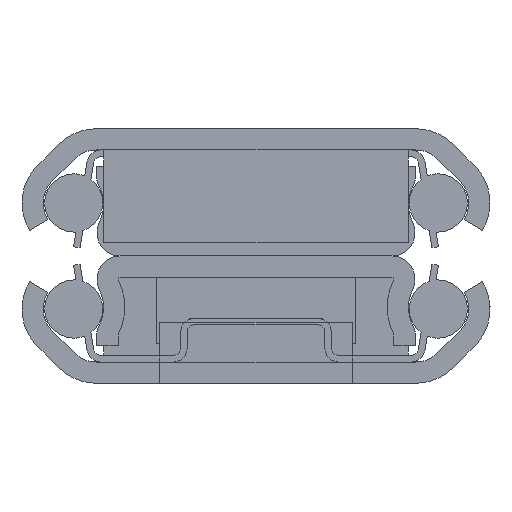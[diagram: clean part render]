
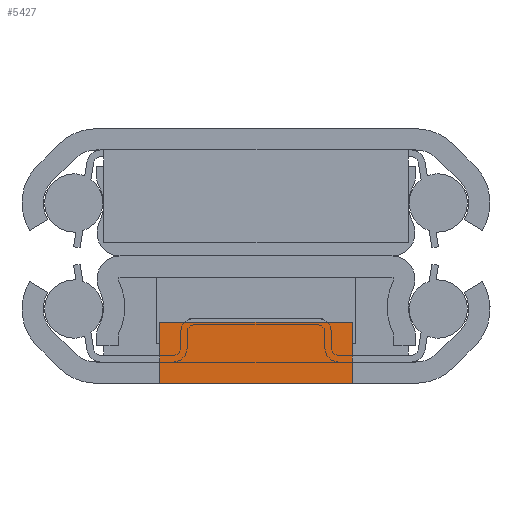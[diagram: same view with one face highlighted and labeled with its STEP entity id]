
A CAD part, left-side view. The second image highlights one B-rep face of the part: STEP entity #5427.
In plain terms, the highlighted face is planar.
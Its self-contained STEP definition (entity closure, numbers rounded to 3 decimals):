
#31 = VERTEX_POINT ( 'NONE', #4827 ) ;
#44 = LINE ( 'NONE', #1082, #3158 ) ;
#79 = VECTOR ( 'NONE', #5196, 1000. ) ;
#156 = CARTESIAN_POINT ( 'NONE',  ( -9.6, 7.25, 352.6 ) ) ;
#302 = CARTESIAN_POINT ( 'NONE',  ( -8., 7.25, 352.6 ) ) ;
#501 = DIRECTION ( 'NONE',  ( 0., -1., 0. ) ) ;
#518 = LINE ( 'NONE', #5817, #79 ) ;
#592 = DIRECTION ( 'NONE',  ( 0., 0., -1. ) ) ;
#635 = VECTOR ( 'NONE', #5602, 1000. ) ;
#736 = CARTESIAN_POINT ( 'NONE',  ( -9.6, -7.25, 352.6 ) ) ;
#748 = ORIENTED_EDGE ( 'NONE', *, *, #3191, .F. ) ;
#901 = LINE ( 'NONE', #302, #635 ) ;
#1074 = VERTEX_POINT ( 'NONE', #4979 ) ;
#1082 = CARTESIAN_POINT ( 'NONE',  ( -5., 7.25, 352.6 ) ) ;
#1095 = VERTEX_POINT ( 'NONE', #156 ) ;
#1175 = CARTESIAN_POINT ( 'NONE',  ( -8., 7.25, 352.6 ) ) ;
#1187 = EDGE_CURVE ( 'NONE', #5457, #3928, #3340, .T. ) ;
#1628 = EDGE_CURVE ( 'NONE', #1095, #3928, #5621, .T. ) ;
#1788 = PLANE ( 'NONE',  #5841 ) ;
#2118 = DIRECTION ( 'NONE',  ( -1., 0., 0. ) ) ;
#2189 = ORIENTED_EDGE ( 'NONE', *, *, #1628, .T. ) ;
#2250 = DIRECTION ( 'NONE',  ( -1., 0., 0. ) ) ;
#2493 = CARTESIAN_POINT ( 'NONE',  ( -5., -7.25, 352.6 ) ) ;
#2573 = EDGE_CURVE ( 'NONE', #31, #1074, #3456, .T. ) ;
#2744 = CARTESIAN_POINT ( 'NONE',  ( -8., -7.25, 352.6 ) ) ;
#2858 = CARTESIAN_POINT ( 'NONE',  ( -5., 7.25, 352.6 ) ) ;
#2930 = VECTOR ( 'NONE', #2118, 1000. ) ;
#3064 = EDGE_CURVE ( 'NONE', #1074, #1095, #901, .T. ) ;
#3158 = VECTOR ( 'NONE', #501, 1000. ) ;
#3191 = EDGE_CURVE ( 'NONE', #5338, #5457, #518, .T. ) ;
#3294 = ORIENTED_EDGE ( 'NONE', *, *, #1187, .F. ) ;
#3340 = LINE ( 'NONE', #2744, #2930 ) ;
#3358 = DIRECTION ( 'NONE',  ( -1., 0., 0. ) ) ;
#3456 = LINE ( 'NONE', #2858, #4935 ) ;
#3486 = EDGE_LOOP ( 'NONE', ( #2189, #3294, #748, #4422, #4141, #3650 ) ) ;
#3650 = ORIENTED_EDGE ( 'NONE', *, *, #3064, .T. ) ;
#3928 = VERTEX_POINT ( 'NONE', #736 ) ;
#4095 = VECTOR ( 'NONE', #4410, 1000. ) ;
#4141 = ORIENTED_EDGE ( 'NONE', *, *, #2573, .T. ) ;
#4345 = EDGE_CURVE ( 'NONE', #31, #5338, #44, .T. ) ;
#4410 = DIRECTION ( 'NONE',  ( 0., -1., 0. ) ) ;
#4422 = ORIENTED_EDGE ( 'NONE', *, *, #4345, .F. ) ;
#4827 = CARTESIAN_POINT ( 'NONE',  ( -5., 7.25, 352.6 ) ) ;
#4935 = VECTOR ( 'NONE', #2250, 1000. ) ;
#4979 = CARTESIAN_POINT ( 'NONE',  ( -8., 7.25, 352.6 ) ) ;
#5008 = CARTESIAN_POINT ( 'NONE',  ( -9.6, 7.25, 352.6 ) ) ;
#5133 = CARTESIAN_POINT ( 'NONE',  ( -8., -7.25, 352.6 ) ) ;
#5196 = DIRECTION ( 'NONE',  ( -1., 0., 0. ) ) ;
#5338 = VERTEX_POINT ( 'NONE', #2493 ) ;
#5427 = ADVANCED_FACE ( 'NONE', ( #5538 ), #1788, .F. ) ;
#5457 = VERTEX_POINT ( 'NONE', #5133 ) ;
#5538 = FACE_OUTER_BOUND ( 'NONE', #3486, .T. ) ;
#5602 = DIRECTION ( 'NONE',  ( -1., 0., 0. ) ) ;
#5621 = LINE ( 'NONE', #5008, #4095 ) ;
#5817 = CARTESIAN_POINT ( 'NONE',  ( -5., -7.25, 352.6 ) ) ;
#5841 = AXIS2_PLACEMENT_3D ( 'NONE', #1175, #592, #3358 ) ;
